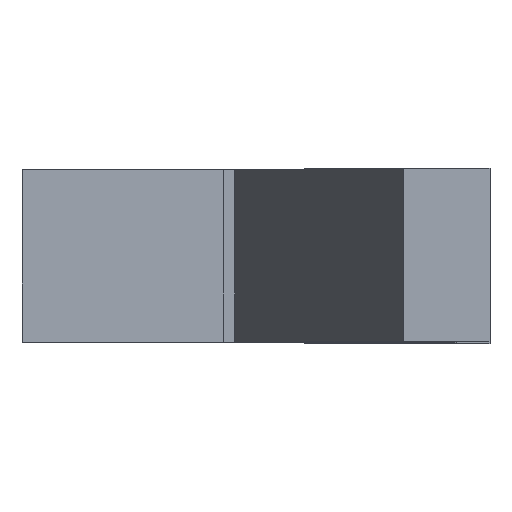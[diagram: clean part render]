
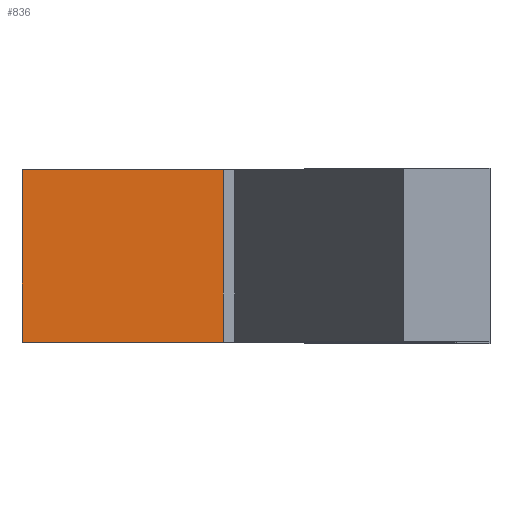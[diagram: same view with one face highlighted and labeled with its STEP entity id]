
A CAD part, top view. The second image highlights one B-rep face of the part: STEP entity #836.
In plain terms, the highlighted planar face has unit normal (0, 0, 1).
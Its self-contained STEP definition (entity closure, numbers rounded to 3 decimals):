
#32 = LINE ( 'NONE', #305, #913 ) ;
#45 = EDGE_CURVE ( 'NONE', #569, #806, #197, .T. ) ;
#60 = DIRECTION ( 'NONE',  ( 0., -1., 0. ) ) ;
#77 = ORIENTED_EDGE ( 'NONE', *, *, #246, .T. ) ;
#80 = CARTESIAN_POINT ( 'NONE',  ( 0.046, 0.04, 0.021 ) ) ;
#88 = VECTOR ( 'NONE', #893, 1000. ) ;
#169 = PLANE ( 'NONE',  #396 ) ;
#180 = CARTESIAN_POINT ( 'NONE',  ( 0., 0., 0.021 ) ) ;
#191 = VERTEX_POINT ( 'NONE', #434 ) ;
#197 = LINE ( 'NONE', #202, #805 ) ;
#202 = CARTESIAN_POINT ( 'NONE',  ( 0., 0.04, 0.021 ) ) ;
#205 = EDGE_CURVE ( 'NONE', #191, #884, #723, .T. ) ;
#224 = FACE_OUTER_BOUND ( 'NONE', #705, .T. ) ;
#241 = CARTESIAN_POINT ( 'NONE',  ( 0., 0.04, 0.021 ) ) ;
#246 = EDGE_CURVE ( 'NONE', #806, #884, #32, .T. ) ;
#305 = CARTESIAN_POINT ( 'NONE',  ( 0., 0., 0.021 ) ) ;
#365 = CARTESIAN_POINT ( 'NONE',  ( 0., 0.04, 0.021 ) ) ;
#388 = LINE ( 'NONE', #673, #88 ) ;
#396 = AXIS2_PLACEMENT_3D ( 'NONE', #241, #738, #444 ) ;
#405 = CARTESIAN_POINT ( 'NONE',  ( 0.046, 0., 0.021 ) ) ;
#414 = ORIENTED_EDGE ( 'NONE', *, *, #797, .F. ) ;
#420 = ORIENTED_EDGE ( 'NONE', *, *, #205, .F. ) ;
#433 = ORIENTED_EDGE ( 'NONE', *, *, #45, .T. ) ;
#434 = CARTESIAN_POINT ( 'NONE',  ( 0.046, 0.04, 0.021 ) ) ;
#444 = DIRECTION ( 'NONE',  ( -1., 0., 0. ) ) ;
#569 = VERTEX_POINT ( 'NONE', #365 ) ;
#609 = DIRECTION ( 'NONE',  ( 0., -1., 0. ) ) ;
#673 = CARTESIAN_POINT ( 'NONE',  ( 0., 0.04, 0.021 ) ) ;
#705 = EDGE_LOOP ( 'NONE', ( #420, #414, #433, #77 ) ) ;
#723 = LINE ( 'NONE', #80, #758 ) ;
#738 = DIRECTION ( 'NONE',  ( 0., 0., -1. ) ) ;
#758 = VECTOR ( 'NONE', #609, 1000. ) ;
#797 = EDGE_CURVE ( 'NONE', #569, #191, #388, .T. ) ;
#805 = VECTOR ( 'NONE', #60, 1000. ) ;
#806 = VERTEX_POINT ( 'NONE', #180 ) ;
#836 = ADVANCED_FACE ( 'NONE', ( #224 ), #169, .F. ) ;
#883 = DIRECTION ( 'NONE',  ( 1., 0., 0. ) ) ;
#884 = VERTEX_POINT ( 'NONE', #405 ) ;
#893 = DIRECTION ( 'NONE',  ( 1., 0., 0. ) ) ;
#913 = VECTOR ( 'NONE', #883, 1000. ) ;
